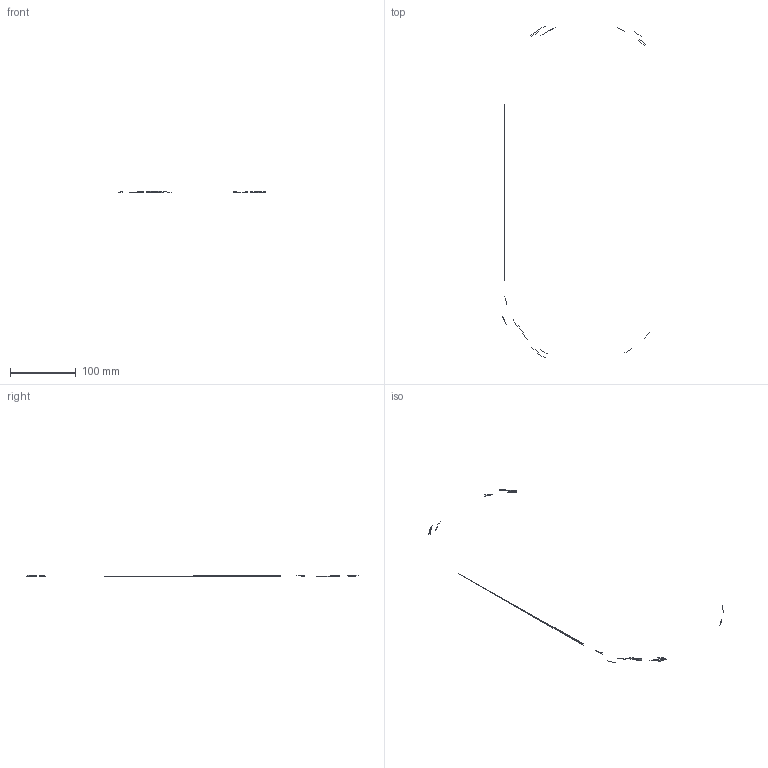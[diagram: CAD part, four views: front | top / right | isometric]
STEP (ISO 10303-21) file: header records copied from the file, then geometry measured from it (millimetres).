
FILE_DESCRIPTION(('STEP AP214'),'1');
FILE_NAME('9juiixjayxvy.stp','2021-03-09T11:45:05',(' '),(' '),'Spatial InterOp 3D',' ',' ');
FILE_SCHEMA(('automotive_design'));
Length unit declared in the file: metre
Products named in the file (1): Root
Bounding box: 223.31 x 503.59 x 3 mm (x, y, z)
Topology: 0 solids, 2792 shells, 2792 faces, 4407 edges, 4407 vertices
Faces by surface type: plane 2792
Entity records: 100536 total; most frequent: DIRECTION 13962, CARTESIAN_POINT 8377, VERTEX_POINT 8376, ORIENTED_EDGE 8376, EDGE_CURVE 8376, LINE 8376, VECTOR 8376, AXIS2_PLACEMENT_3D 2793
